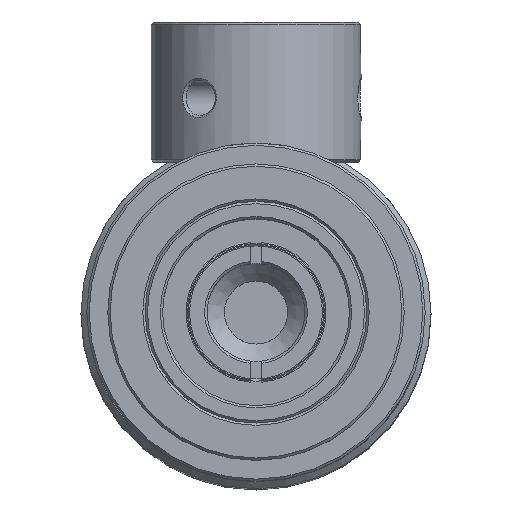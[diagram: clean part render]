
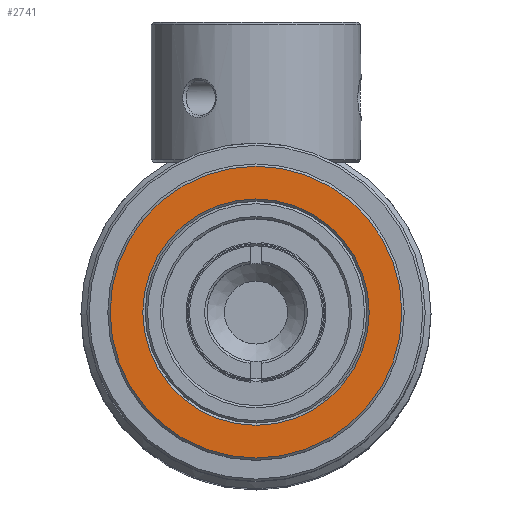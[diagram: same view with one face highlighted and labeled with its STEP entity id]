
A CAD part, top view. The second image highlights one B-rep face of the part: STEP entity #2741.
In plain terms, the highlighted planar face has unit normal (0, 0, 1).
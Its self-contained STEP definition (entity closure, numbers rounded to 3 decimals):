
#1826=PLANE('',#9072);
#2321=FACE_BOUND('',#3665,.T.);
#2322=FACE_BOUND('',#3666,.T.);
#2741=ADVANCED_FACE('',(#2321,#2322),#1826,.T.);
#3665=EDGE_LOOP('',(#4452));
#3666=EDGE_LOOP('',(#4453));
#4452=ORIENTED_EDGE('',*,*,#7623,.T.);
#4453=ORIENTED_EDGE('',*,*,#7624,.T.);
#6779=VERTEX_POINT('',#11864);
#6780=VERTEX_POINT('',#11866);
#7623=EDGE_CURVE('',#6779,#6779,#8784,.T.);
#7624=EDGE_CURVE('',#6780,#6780,#8785,.T.);
#8784=CIRCLE('',#9070,9.7);
#8785=CIRCLE('',#9071,12.5);
#9070=AXIS2_PLACEMENT_3D('',#11863,#9773,#9774);
#9071=AXIS2_PLACEMENT_3D('',#11865,#9775,#9776);
#9072=AXIS2_PLACEMENT_3D('',#11867,#9777,#9778);
#9773=DIRECTION('',(0.,0.,-1.));
#9774=DIRECTION('',(0.,-1.,0.));
#9775=DIRECTION('',(0.,0.,1.));
#9776=DIRECTION('',(0.,-1.,0.));
#9777=DIRECTION('',(0.,0.,1.));
#9778=DIRECTION('',(0.,-1.,0.));
#11863=CARTESIAN_POINT('',(0.,0.,138.474));
#11864=CARTESIAN_POINT('',(0.,-9.7,138.474));
#11865=CARTESIAN_POINT('',(0.,0.,138.474));
#11866=CARTESIAN_POINT('',(0.,-12.5,138.474));
#11867=CARTESIAN_POINT('',(0.,12.7,138.474));
